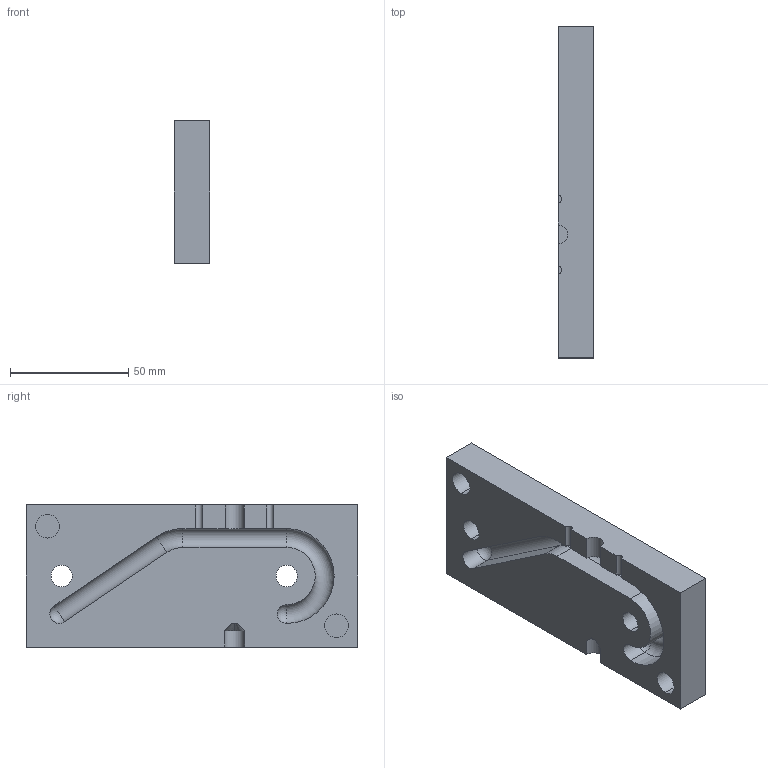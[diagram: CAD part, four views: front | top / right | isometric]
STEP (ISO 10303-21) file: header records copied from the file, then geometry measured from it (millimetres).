
FILE_DESCRIPTION (( 'STEP AP214' ), '1' );
FILE_NAME ('ARL-PM02-B-DEMI-MOULE SYM.STEP', '2023-01-26T10:59:28', ( 'T' ), ( 'F' ), 'SwSTEP 2.0', 'SolidWorks 2001340', '' );
FILE_SCHEMA (( 'AUTOMOTIVE_DESIGN' ));
Length unit declared in the file: millimetre
Products named in the file (1): ARL-PM02-B-DEMI-MOULE SYM
Bounding box: 15 x 140 x 60 mm (x, y, z)
Volume: 106890.1 mm3; surface area: 27689.6 mm2
Topology: 1 solids, 1 shells, 41 faces, 105 edges, 66 vertices
Faces by surface type: cylinder 20, plane 15, cone 2, torus 2, sphere 2
Entity records: 1250 total; most frequent: DIRECTION 229, CARTESIAN_POINT 207, ORIENTED_EDGE 202, EDGE_CURVE 101, AXIS2_PLACEMENT_3D 86, VERTEX_POINT 64, LINE 57, VECTOR 57
